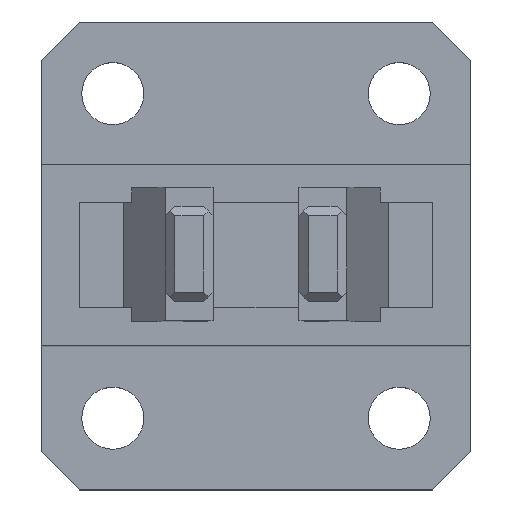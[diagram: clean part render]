
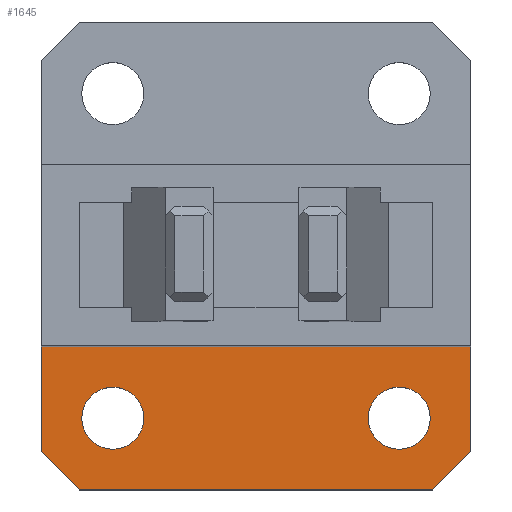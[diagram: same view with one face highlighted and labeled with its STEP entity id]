
A CAD part, top view. The second image highlights one B-rep face of the part: STEP entity #1645.
In plain terms, the highlighted face is planar.
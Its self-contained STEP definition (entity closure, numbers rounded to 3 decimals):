
#11 = DIRECTION ( 'NONE',  ( 0., 0., -1. ) ) ;
#124 = AXIS2_PLACEMENT_3D ( 'NONE', #6441, #1724, #3360 ) ;
#141 = ORIENTED_EDGE ( 'NONE', *, *, #4731, .F. ) ;
#158 = VECTOR ( 'NONE', #804, 1000. ) ;
#177 = CARTESIAN_POINT ( 'NONE',  ( 18.5, 10., 24.5 ) ) ;
#185 = CARTESIAN_POINT ( 'NONE',  ( -15., 10., 20.25 ) ) ;
#252 = VERTEX_POINT ( 'NONE', #5899 ) ;
#736 = CARTESIAN_POINT ( 'NONE',  ( -22.5, 10., 20.5 ) ) ;
#804 = DIRECTION ( 'NONE',  ( 0., 0., -1. ) ) ;
#806 = AXIS2_PLACEMENT_3D ( 'NONE', #4187, #5726, #5141 ) ;
#823 = VERTEX_POINT ( 'NONE', #736 ) ;
#921 = VERTEX_POINT ( 'NONE', #185 ) ;
#941 = VERTEX_POINT ( 'NONE', #3953 ) ;
#955 = FACE_OUTER_BOUND ( 'NONE', #5308, .T. ) ;
#987 = ORIENTED_EDGE ( 'NONE', *, *, #1815, .F. ) ;
#1076 = VERTEX_POINT ( 'NONE', #5995 ) ;
#1446 = VERTEX_POINT ( 'NONE', #177 ) ;
#1544 = CARTESIAN_POINT ( 'NONE',  ( -18.5, 10., 24.5 ) ) ;
#1604 = AXIS2_PLACEMENT_3D ( 'NONE', #3240, #2592, #11 ) ;
#1645 = ADVANCED_FACE ( 'NONE', ( #955, #3562, #4033 ), #2166, .F. ) ;
#1647 = DIRECTION ( 'NONE',  ( 0., 0., 1. ) ) ;
#1680 = DIRECTION ( 'NONE',  ( 0., 0., -1. ) ) ;
#1684 = LINE ( 'NONE', #4193, #4596 ) ;
#1724 = DIRECTION ( 'NONE',  ( 0., 1., 0. ) ) ;
#1815 = EDGE_CURVE ( 'NONE', #1076, #6726, #3035, .T. ) ;
#1992 = DIRECTION ( 'NONE',  ( -0.707, 0., -0.707 ) ) ;
#2166 = PLANE ( 'NONE',  #6109 ) ;
#2225 = LINE ( 'NONE', #6612, #158 ) ;
#2361 = VECTOR ( 'NONE', #5918, 1000. ) ;
#2392 = CARTESIAN_POINT ( 'NONE',  ( 22.5, 10., 20.5 ) ) ;
#2519 = LINE ( 'NONE', #3768, #3918 ) ;
#2592 = DIRECTION ( 'NONE',  ( 0., 1., 0. ) ) ;
#2692 = EDGE_CURVE ( 'NONE', #941, #6168, #2519, .T. ) ;
#2786 = EDGE_CURVE ( 'NONE', #6168, #1446, #1684, .T. ) ;
#2989 = ORIENTED_EDGE ( 'NONE', *, *, #3872, .F. ) ;
#3035 = CIRCLE ( 'NONE', #124, 3.25 ) ;
#3080 = VERTEX_POINT ( 'NONE', #1544 ) ;
#3094 = EDGE_CURVE ( 'NONE', #1446, #3080, #4994, .T. ) ;
#3211 = LINE ( 'NONE', #5503, #2361 ) ;
#3215 = DIRECTION ( 'NONE',  ( -0.707, 0., 0.707 ) ) ;
#3240 = CARTESIAN_POINT ( 'NONE',  ( -15., 10., 17. ) ) ;
#3356 = ORIENTED_EDGE ( 'NONE', *, *, #2786, .F. ) ;
#3360 = DIRECTION ( 'NONE',  ( 0., 0., -1. ) ) ;
#3397 = ORIENTED_EDGE ( 'NONE', *, *, #3094, .F. ) ;
#3562 = FACE_BOUND ( 'NONE', #5247, .T. ) ;
#3609 = VECTOR ( 'NONE', #4762, 1000. ) ;
#3611 = EDGE_CURVE ( 'NONE', #3080, #823, #5052, .T. ) ;
#3768 = CARTESIAN_POINT ( 'NONE',  ( 22.5, 10., 8. ) ) ;
#3784 = CARTESIAN_POINT ( 'NONE',  ( 22.5, 10., 8. ) ) ;
#3807 = CIRCLE ( 'NONE', #806, 3.25 ) ;
#3835 = DIRECTION ( 'NONE',  ( 0., 1., 0. ) ) ;
#3872 = EDGE_CURVE ( 'NONE', #5555, #921, #3807, .T. ) ;
#3889 = EDGE_LOOP ( 'NONE', ( #5999, #987 ) ) ;
#3909 = ORIENTED_EDGE ( 'NONE', *, *, #4359, .F. ) ;
#3918 = VECTOR ( 'NONE', #1647, 1000. ) ;
#3953 = CARTESIAN_POINT ( 'NONE',  ( 22.5, 10., 8. ) ) ;
#3982 = ORIENTED_EDGE ( 'NONE', *, *, #3611, .F. ) ;
#4033 = FACE_BOUND ( 'NONE', #3889, .T. ) ;
#4187 = CARTESIAN_POINT ( 'NONE',  ( -15., 10., 17. ) ) ;
#4193 = CARTESIAN_POINT ( 'NONE',  ( 22.5, 10., 20.5 ) ) ;
#4314 = VECTOR ( 'NONE', #1992, 1000. ) ;
#4359 = EDGE_CURVE ( 'NONE', #921, #5555, #6172, .T. ) ;
#4504 = ORIENTED_EDGE ( 'NONE', *, *, #6029, .F. ) ;
#4596 = VECTOR ( 'NONE', #3215, 1000. ) ;
#4731 = EDGE_CURVE ( 'NONE', #823, #252, #2225, .T. ) ;
#4741 = CARTESIAN_POINT ( 'NONE',  ( 22.5, 10., 24.5 ) ) ;
#4762 = DIRECTION ( 'NONE',  ( -1., 0., 0. ) ) ;
#4888 = CARTESIAN_POINT ( 'NONE',  ( 15., 10., 17. ) ) ;
#4994 = LINE ( 'NONE', #4741, #3609 ) ;
#5044 = CIRCLE ( 'NONE', #5789, 3.25 ) ;
#5052 = LINE ( 'NONE', #5150, #4314 ) ;
#5140 = EDGE_CURVE ( 'NONE', #6726, #1076, #5044, .T. ) ;
#5141 = DIRECTION ( 'NONE',  ( 0., 0., -1. ) ) ;
#5150 = CARTESIAN_POINT ( 'NONE',  ( -18.5, 10., 24.5 ) ) ;
#5247 = EDGE_LOOP ( 'NONE', ( #2989, #3909 ) ) ;
#5274 = ORIENTED_EDGE ( 'NONE', *, *, #2692, .F. ) ;
#5308 = EDGE_LOOP ( 'NONE', ( #3356, #5274, #4504, #141, #3982, #3397 ) ) ;
#5503 = CARTESIAN_POINT ( 'NONE',  ( 22.5, 10., 8. ) ) ;
#5555 = VERTEX_POINT ( 'NONE', #5970 ) ;
#5726 = DIRECTION ( 'NONE',  ( 0., 1., 0. ) ) ;
#5789 = AXIS2_PLACEMENT_3D ( 'NONE', #4888, #3835, #6420 ) ;
#5899 = CARTESIAN_POINT ( 'NONE',  ( -22.5, 10., 8. ) ) ;
#5903 = DIRECTION ( 'NONE',  ( 0., -1., 0. ) ) ;
#5918 = DIRECTION ( 'NONE',  ( 1., 0., 0. ) ) ;
#5960 = CARTESIAN_POINT ( 'NONE',  ( 15., 10., 13.75 ) ) ;
#5970 = CARTESIAN_POINT ( 'NONE',  ( -15., 10., 13.75 ) ) ;
#5995 = CARTESIAN_POINT ( 'NONE',  ( 15., 10., 20.25 ) ) ;
#5999 = ORIENTED_EDGE ( 'NONE', *, *, #5140, .F. ) ;
#6029 = EDGE_CURVE ( 'NONE', #252, #941, #3211, .T. ) ;
#6109 = AXIS2_PLACEMENT_3D ( 'NONE', #3784, #5903, #1680 ) ;
#6168 = VERTEX_POINT ( 'NONE', #2392 ) ;
#6172 = CIRCLE ( 'NONE', #1604, 3.25 ) ;
#6420 = DIRECTION ( 'NONE',  ( 0., 0., -1. ) ) ;
#6441 = CARTESIAN_POINT ( 'NONE',  ( 15., 10., 17. ) ) ;
#6612 = CARTESIAN_POINT ( 'NONE',  ( -22.5, 10., 8. ) ) ;
#6726 = VERTEX_POINT ( 'NONE', #5960 ) ;
